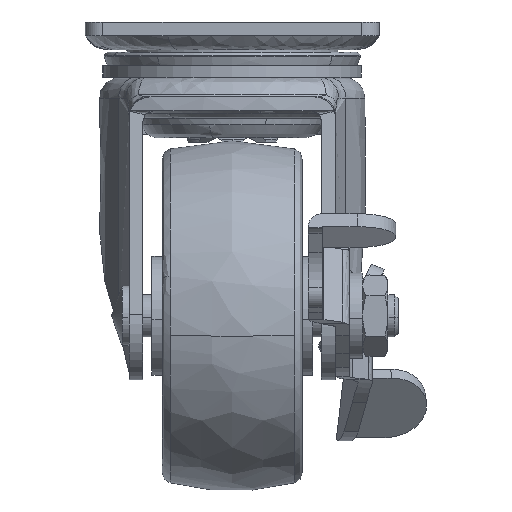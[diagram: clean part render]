
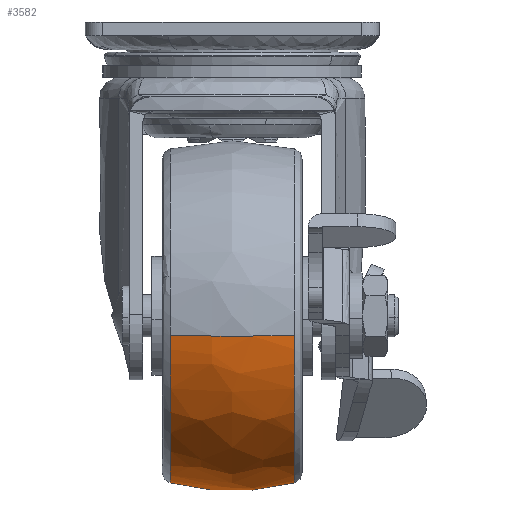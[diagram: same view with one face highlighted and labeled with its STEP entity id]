
A CAD part, left-side view. The second image highlights one B-rep face of the part: STEP entity #3582.
In plain terms, the highlighted free-form (B-spline) face has degree [2, 2] with [5, 3] control points.
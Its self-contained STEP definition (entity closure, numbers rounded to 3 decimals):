
#2905=CARTESIAN_POINT('',(-42.695,-8.881,-42.755));
#2906=VERTEX_POINT('',#2905);
#2922=CARTESIAN_POINT('',(-19.0,-8.881,-63.855));
#2923=VERTEX_POINT('',#2922);
#2924=CARTESIAN_POINT('',(-19.0,-8.881,-63.855));
#2925=CARTESIAN_POINT('',(-40.242,-8.881,-63.855));
#2926=CARTESIAN_POINT('',(-42.695,-8.881,-42.755));
#2934=(BOUNDED_CURVE()B_SPLINE_CURVE(2,(#2924,#2925,#2926),.UNSPECIFIED.,.F.,.U.)B_SPLINE_CURVE_WITH_KNOTS((3,3),(0.5,0.73),.UNSPECIFIED.)CURVE()GEOMETRIC_REPRESENTATION_ITEM()RATIONAL_B_SPLINE_CURVE((1.0,0.731,0.957))REPRESENTATION_ITEM(''));
#2935=EDGE_CURVE('',#2923,#2906,#2934,.T.);
#3051=CARTESIAN_POINT('',(-19.0,8.881,-63.855));
#3052=VERTEX_POINT('',#3051);
#3068=CARTESIAN_POINT('',(-42.695,8.881,-42.755));
#3069=VERTEX_POINT('',#3068);
#3070=CARTESIAN_POINT('',(-19.0,8.881,-63.855));
#3071=CARTESIAN_POINT('',(-40.242,8.881,-63.855));
#3072=CARTESIAN_POINT('',(-42.695,8.881,-42.755));
#3080=(BOUNDED_CURVE()B_SPLINE_CURVE(2,(#3070,#3071,#3072),.UNSPECIFIED.,.F.,.U.)B_SPLINE_CURVE_WITH_KNOTS((3,3),(0.5,0.73),.UNSPECIFIED.)CURVE()GEOMETRIC_REPRESENTATION_ITEM()RATIONAL_B_SPLINE_CURVE((1.0,0.731,0.957))REPRESENTATION_ITEM(''));
#3081=EDGE_CURVE('',#3052,#3069,#3080,.T.);
#3516=CARTESIAN_POINT('',(-19.,8.881,-63.855));
#3517=CARTESIAN_POINT('',(-19.,4.514,-65.));
#3518=CARTESIAN_POINT('',(-19.0,0.,-65.));
#3519=CARTESIAN_POINT('',(-19.,-4.514,-65.));
#3520=CARTESIAN_POINT('',(-19.,-8.881,-63.855));
#3528=(BOUNDED_CURVE()B_SPLINE_CURVE(2,(#3516,#3517,#3518,#3519,#3520),.UNSPECIFIED.,.F.,.U.)B_SPLINE_CURVE_WITH_KNOTS((3,2,3),(0.397,0.5,0.603),.UNSPECIFIED.)CURVE()GEOMETRIC_REPRESENTATION_ITEM()RATIONAL_B_SPLINE_CURVE((0.935,0.959,1.0,0.959,0.935))REPRESENTATION_ITEM(''));
#3529=EDGE_CURVE('',#3052,#2923,#3528,.T.);
#3535=CARTESIAN_POINT('',(-42.695,8.881,-42.755));
#3536=CARTESIAN_POINT('',(-43.833,4.514,-42.887));
#3537=CARTESIAN_POINT('',(-43.833,0.,-42.887));
#3538=CARTESIAN_POINT('',(-43.833,-4.514,-42.887));
#3539=CARTESIAN_POINT('',(-42.695,-8.881,-42.755));
#3547=(BOUNDED_CURVE()B_SPLINE_CURVE(2,(#3535,#3536,#3537,#3538,#3539),.UNSPECIFIED.,.F.,.U.)B_SPLINE_CURVE_WITH_KNOTS((3,2,3),(0.397,0.5,0.603),.UNSPECIFIED.)CURVE()GEOMETRIC_REPRESENTATION_ITEM()RATIONAL_B_SPLINE_CURVE((0.895,0.918,0.957,0.918,0.895))REPRESENTATION_ITEM(''));
#3548=EDGE_CURVE('',#3069,#2906,#3547,.T.);
#3553=CARTESIAN_POINT('',(-19.,9.774,-63.608));
#3554=CARTESIAN_POINT('',(-19.,4.986,-65.));
#3555=CARTESIAN_POINT('',(-19.0,0.,-65.));
#3556=CARTESIAN_POINT('',(-19.,-4.986,-65.));
#3557=CARTESIAN_POINT('',(-19.,-9.774,-63.608));
#3558=CARTESIAN_POINT('',(-40.022,9.774,-63.608));
#3559=CARTESIAN_POINT('',(-41.262,4.986,-65.));
#3560=CARTESIAN_POINT('',(-41.262,0.,-65.));
#3561=CARTESIAN_POINT('',(-41.262,-4.986,-65.));
#3562=CARTESIAN_POINT('',(-40.022,-9.774,-63.608));
#3563=CARTESIAN_POINT('',(-42.45,9.774,-42.726));
#3564=CARTESIAN_POINT('',(-43.833,4.986,-42.887));
#3565=CARTESIAN_POINT('',(-43.833,0.,-42.887));
#3566=CARTESIAN_POINT('',(-43.833,-4.986,-42.887));
#3567=CARTESIAN_POINT('',(-42.45,-9.774,-42.726));
#3575=(BOUNDED_SURFACE()B_SPLINE_SURFACE(2,2,((#3553,#3558,#3563),(#3554,#3559,#3564),(#3555,#3560,#3565),(#3556,#3561,#3566),(#3557,#3562,#3567)),.UNSPECIFIED.,.F.,.F.,.U.)B_SPLINE_SURFACE_WITH_KNOTS((3,2,3),(3,3),(0.0,10.236,20.473),(0.0,38.066),.UNSPECIFIED.)GEOMETRIC_REPRESENTATION_ITEM()RATIONAL_B_SPLINE_SURFACE(((0.93,0.68,0.89),(0.955,0.698,0.914),(1.0,0.731,0.957),(0.955,0.698,0.914),(0.93,0.68,0.89)))REPRESENTATION_ITEM('')SURFACE());
#3576=ORIENTED_EDGE('',*,*,#2935,.T.);
#3577=ORIENTED_EDGE('',*,*,#3548,.F.);
#3578=ORIENTED_EDGE('',*,*,#3081,.F.);
#3579=ORIENTED_EDGE('',*,*,#3529,.T.);
#3580=EDGE_LOOP('',(#3576,#3577,#3578,#3579));
#3581=FACE_OUTER_BOUND('',#3580,.T.);
#3582=ADVANCED_FACE('',(#3581),#3575,.T.);
